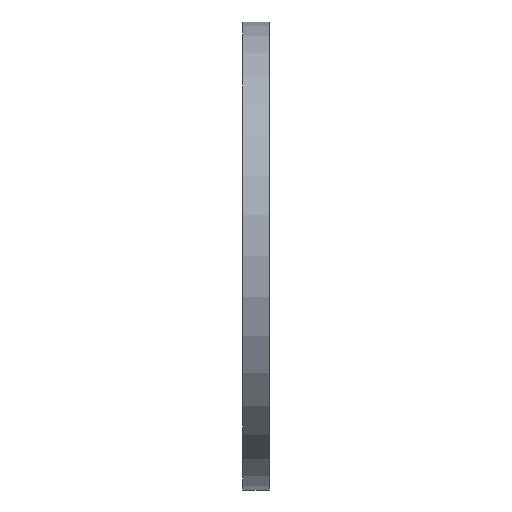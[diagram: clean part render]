
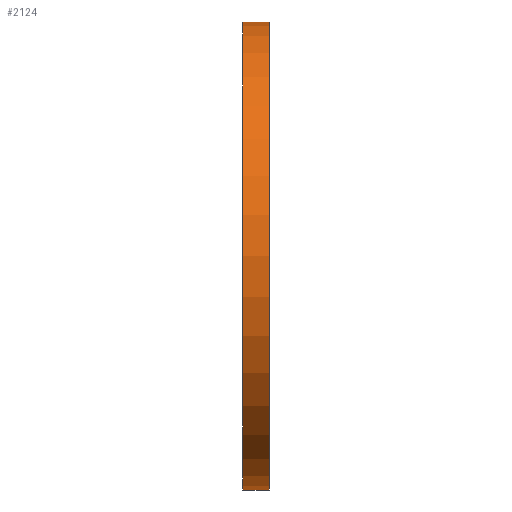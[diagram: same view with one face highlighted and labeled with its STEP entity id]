
A CAD part, left-side view. The second image highlights one B-rep face of the part: STEP entity #2124.
In plain terms, the highlighted cylindrical face has radius 35 mm (diameter 70 mm), a partial arc.
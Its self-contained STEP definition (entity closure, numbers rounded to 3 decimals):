
#132 = CARTESIAN_POINT ( 'NONE',  ( 0., 0., 35. ) ) ;
#949 = VECTOR ( 'NONE', #5034, 1000. ) ;
#1020 = EDGE_CURVE ( 'NONE', #12877, #9781, #3434, .T. ) ;
#1029 = CIRCLE ( 'NONE', #6771, 35. ) ;
#1193 = VECTOR ( 'NONE', #11768, 1000. ) ;
#1646 = EDGE_CURVE ( 'NONE', #11008, #7665, #1029, .T. ) ;
#1748 = EDGE_CURVE ( 'NONE', #7665, #9781, #8393, .T. ) ;
#1957 = CARTESIAN_POINT ( 'NONE',  ( 0., 4., -35. ) ) ;
#2124 = ADVANCED_FACE ( 'NONE', ( #7729 ), #5661, .T. ) ;
#2415 = AXIS2_PLACEMENT_3D ( 'NONE', #10565, #4457, #6618 ) ;
#3434 = CIRCLE ( 'NONE', #2415, 35. ) ;
#3515 = ORIENTED_EDGE ( 'NONE', *, *, #1646, .F. ) ;
#3626 = ORIENTED_EDGE ( 'NONE', *, *, #1020, .T. ) ;
#3761 = ORIENTED_EDGE ( 'NONE', *, *, #9318, .T. ) ;
#4433 = CARTESIAN_POINT ( 'NONE',  ( 0., 4., 35. ) ) ;
#4457 = DIRECTION ( 'NONE',  ( 0., 1., 0. ) ) ;
#4945 = LINE ( 'NONE', #1957, #949 ) ;
#5034 = DIRECTION ( 'NONE',  ( 0., -1., 0. ) ) ;
#5205 = EDGE_LOOP ( 'NONE', ( #12651, #3515, #3761, #3626 ) ) ;
#5661 = CYLINDRICAL_SURFACE ( 'NONE', #6860, 35. ) ;
#6618 = DIRECTION ( 'NONE',  ( 0., 0., 1. ) ) ;
#6771 = AXIS2_PLACEMENT_3D ( 'NONE', #7930, #12134, #12038 ) ;
#6860 = AXIS2_PLACEMENT_3D ( 'NONE', #8087, #7907, #8923 ) ;
#7665 = VERTEX_POINT ( 'NONE', #4433 ) ;
#7729 = FACE_OUTER_BOUND ( 'NONE', #5205, .T. ) ;
#7907 = DIRECTION ( 'NONE',  ( 0., -1., 0. ) ) ;
#7930 = CARTESIAN_POINT ( 'NONE',  ( 0., 4., 0. ) ) ;
#8087 = CARTESIAN_POINT ( 'NONE',  ( 0., 4., 0. ) ) ;
#8393 = LINE ( 'NONE', #10706, #1193 ) ;
#8923 = DIRECTION ( 'NONE',  ( 0., 0., -1. ) ) ;
#9318 = EDGE_CURVE ( 'NONE', #11008, #12877, #4945, .T. ) ;
#9781 = VERTEX_POINT ( 'NONE', #132 ) ;
#10078 = CARTESIAN_POINT ( 'NONE',  ( 0., 0., -35. ) ) ;
#10565 = CARTESIAN_POINT ( 'NONE',  ( 0., 0., 0. ) ) ;
#10706 = CARTESIAN_POINT ( 'NONE',  ( 0., 4., 35. ) ) ;
#11008 = VERTEX_POINT ( 'NONE', #13036 ) ;
#11768 = DIRECTION ( 'NONE',  ( 0., -1., 0. ) ) ;
#12038 = DIRECTION ( 'NONE',  ( 0., 0., 1. ) ) ;
#12134 = DIRECTION ( 'NONE',  ( 0., 1., 0. ) ) ;
#12651 = ORIENTED_EDGE ( 'NONE', *, *, #1748, .F. ) ;
#12877 = VERTEX_POINT ( 'NONE', #10078 ) ;
#13036 = CARTESIAN_POINT ( 'NONE',  ( 0., 4., -35. ) ) ;
